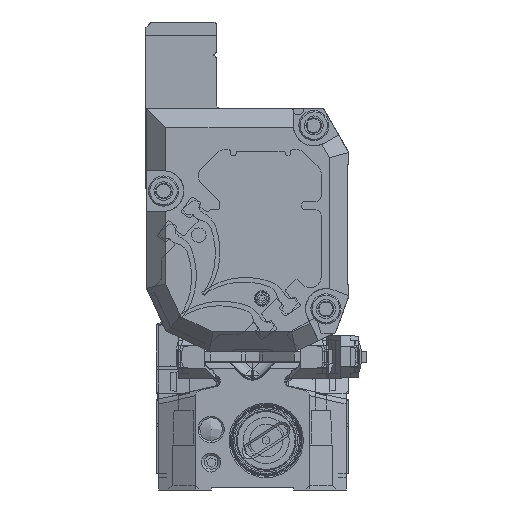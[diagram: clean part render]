
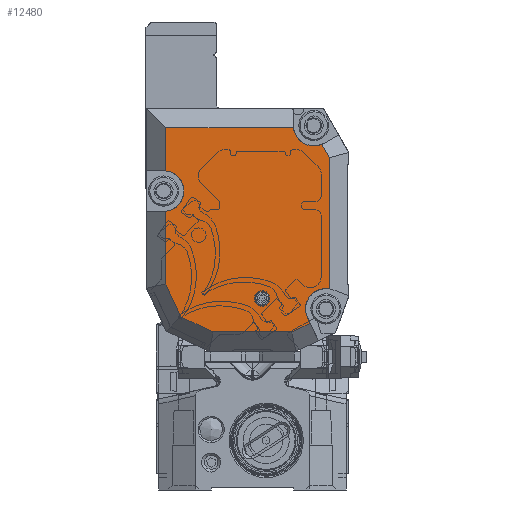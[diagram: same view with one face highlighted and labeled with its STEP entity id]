
A CAD part, front view. The second image highlights one B-rep face of the part: STEP entity #12480.
In plain terms, the highlighted planar face has unit normal (0, -1, 0).
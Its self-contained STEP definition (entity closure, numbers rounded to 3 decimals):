
#8078=FACE_BOUND('',#23724,.T.);
#8079=FACE_BOUND('',#23725,.T.);
#12480=ADVANCED_FACE('',(#8078,#8079),#14861,.F.);
#14861=PLANE('',#91760);
#23724=EDGE_LOOP('',(#47803,#47804,#47805,#47806,#47807,#47808,#47809,#47810,
#47811,#47812,#47813,#47814,#47815));
#23725=EDGE_LOOP('',(#47816));
#47803=ORIENTED_EDGE('',*,*,#68068,.T.);
#47804=ORIENTED_EDGE('',*,*,#68069,.T.);
#47805=ORIENTED_EDGE('',*,*,#68070,.T.);
#47806=ORIENTED_EDGE('',*,*,#68071,.T.);
#47807=ORIENTED_EDGE('',*,*,#68072,.T.);
#47808=ORIENTED_EDGE('',*,*,#68073,.T.);
#47809=ORIENTED_EDGE('',*,*,#68074,.T.);
#47810=ORIENTED_EDGE('',*,*,#68075,.T.);
#47811=ORIENTED_EDGE('',*,*,#68076,.T.);
#47812=ORIENTED_EDGE('',*,*,#68077,.T.);
#47813=ORIENTED_EDGE('',*,*,#68078,.T.);
#47814=ORIENTED_EDGE('',*,*,#68079,.T.);
#47815=ORIENTED_EDGE('',*,*,#68080,.T.);
#47816=ORIENTED_EDGE('',*,*,#68081,.T.);
#55982=VERTEX_POINT('',#157549);
#55983=VERTEX_POINT('',#157550);
#55984=VERTEX_POINT('',#157552);
#55985=VERTEX_POINT('',#157554);
#55986=VERTEX_POINT('',#157556);
#55987=VERTEX_POINT('',#157558);
#55988=VERTEX_POINT('',#157560);
#55989=VERTEX_POINT('',#157562);
#55990=VERTEX_POINT('',#157564);
#55991=VERTEX_POINT('',#157566);
#55992=VERTEX_POINT('',#157568);
#55993=VERTEX_POINT('',#157570);
#55994=VERTEX_POINT('',#157572);
#55995=VERTEX_POINT('',#157575);
#68068=EDGE_CURVE('',#55982,#55983,#84453,.T.);
#68069=EDGE_CURVE('',#55983,#55984,#75040,.T.);
#68070=EDGE_CURVE('',#55984,#55985,#75041,.T.);
#68071=EDGE_CURVE('',#55985,#55986,#84454,.T.);
#68072=EDGE_CURVE('',#55986,#55987,#75042,.T.);
#68073=EDGE_CURVE('',#55987,#55988,#75043,.T.);
#68074=EDGE_CURVE('',#55988,#55989,#84455,.T.);
#68075=EDGE_CURVE('',#55989,#55990,#75044,.T.);
#68076=EDGE_CURVE('',#55990,#55991,#75045,.T.);
#68077=EDGE_CURVE('',#55991,#55992,#75046,.T.);
#68078=EDGE_CURVE('',#55992,#55993,#75047,.T.);
#68079=EDGE_CURVE('',#55993,#55994,#75048,.T.);
#68080=EDGE_CURVE('',#55994,#55982,#75049,.T.);
#68081=EDGE_CURVE('',#55995,#55995,#84456,.T.);
#75040=LINE('',#157551,#82085);
#75041=LINE('',#157553,#82086);
#75042=LINE('',#157557,#82087);
#75043=LINE('',#157559,#82088);
#75044=LINE('',#157563,#82089);
#75045=LINE('',#157565,#82090);
#75046=LINE('',#157567,#82091);
#75047=LINE('',#157569,#82092);
#75048=LINE('',#157571,#82093);
#75049=LINE('',#157573,#82094);
#82085=VECTOR('',#113355,1.);
#82086=VECTOR('',#113356,1.);
#82087=VECTOR('',#113359,1.);
#82088=VECTOR('',#113360,1.);
#82089=VECTOR('',#113363,1.);
#82090=VECTOR('',#113364,1.);
#82091=VECTOR('',#113365,1.);
#82092=VECTOR('',#113366,1.);
#82093=VECTOR('',#113367,1.);
#82094=VECTOR('',#113368,1.);
#84453=CIRCLE('',#91756,3.7);
#84454=CIRCLE('',#91757,3.7);
#84455=CIRCLE('',#91758,3.7);
#84456=CIRCLE('',#91759,1.3);
#91756=AXIS2_PLACEMENT_3D('',#157548,#113353,#113354);
#91757=AXIS2_PLACEMENT_3D('',#157555,#113357,#113358);
#91758=AXIS2_PLACEMENT_3D('',#157561,#113361,#113362);
#91759=AXIS2_PLACEMENT_3D('',#157574,#113369,#113370);
#91760=AXIS2_PLACEMENT_3D('',#157576,#113371,#113372);
#113353=DIRECTION('',(0.,1.,0.));
#113354=DIRECTION('',(-1.,0.,0.));
#113355=DIRECTION('',(0.,0.,1.));
#113356=DIRECTION('',(-0.5,0.,0.866));
#113357=DIRECTION('',(0.,1.,0.));
#113358=DIRECTION('',(-1.,0.,0.));
#113359=DIRECTION('',(-1.,0.,0.));
#113360=DIRECTION('',(0.,0.,-1.));
#113361=DIRECTION('',(0.,1.,0.));
#113362=DIRECTION('',(-1.,0.,0.));
#113363=DIRECTION('',(0.,0.,-1.));
#113364=DIRECTION('',(0.419,0.,-0.908));
#113365=DIRECTION('',(0.905,0.,-0.426));
#113366=DIRECTION('',(1.,0.,0.));
#113367=DIRECTION('',(0.905,0.,0.426));
#113368=DIRECTION('',(-0.426,0.,0.905));
#113369=DIRECTION('',(0.,1.,0.));
#113370=DIRECTION('',(0.,0.,1.));
#113371=DIRECTION('',(0.,1.,0.));
#113372=DIRECTION('',(0.,0.,1.));
#157548=CARTESIAN_POINT('',(32.85,-8.,-52.11));
#157549=CARTESIAN_POINT('',(29.503,-8.,-53.687));
#157550=CARTESIAN_POINT('',(33.5,-8.,-48.468));
#157551=CARTESIAN_POINT('',(33.5,-8.,-46.706));
#157552=CARTESIAN_POINT('',(33.5,-8.,-24.648));
#157553=CARTESIAN_POINT('',(44.864,-8.,-44.331));
#157554=CARTESIAN_POINT('',(32.096,-8.,-22.216));
#157555=CARTESIAN_POINT('',(30.65,-8.,-18.81));
#157556=CARTESIAN_POINT('',(26.972,-8.,-19.21));
#157557=CARTESIAN_POINT('',(40.75,-8.,-19.21));
#157558=CARTESIAN_POINT('',(3.75,-8.,-19.21));
#157559=CARTESIAN_POINT('',(3.75,-8.,-46.706));
#157560=CARTESIAN_POINT('',(3.75,-8.,-27.032));
#157561=CARTESIAN_POINT('',(3.35,-8.,-30.71));
#157562=CARTESIAN_POINT('',(3.75,-8.,-34.388));
#157563=CARTESIAN_POINT('',(3.75,-8.,-46.706));
#157564=CARTESIAN_POINT('',(3.75,-8.,-47.584));
#157565=CARTESIAN_POINT('',(9.912,-8.,-60.937));
#157566=CARTESIAN_POINT('',(6.493,-8.,-53.528));
#157567=CARTESIAN_POINT('',(31.901,-8.,-65.495));
#157568=CARTESIAN_POINT('',(12.378,-8.,-56.3));
#157569=CARTESIAN_POINT('',(40.75,-8.,-56.3));
#157570=CARTESIAN_POINT('',(26.622,-8.,-56.3));
#157571=CARTESIAN_POINT('',(41.883,-8.,-49.112));
#157572=CARTESIAN_POINT('',(29.987,-8.,-54.715));
#157573=CARTESIAN_POINT('',(31.478,-8.,-57.881));
#157574=CARTESIAN_POINT('',(21.25,-8.,-50.21));
#157575=CARTESIAN_POINT('',(21.25,-8.,-48.91));
#157576=CARTESIAN_POINT('',(40.75,-8.,-46.706));
